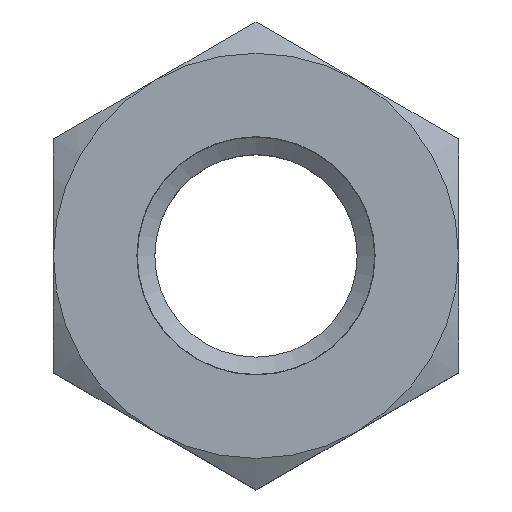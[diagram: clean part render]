
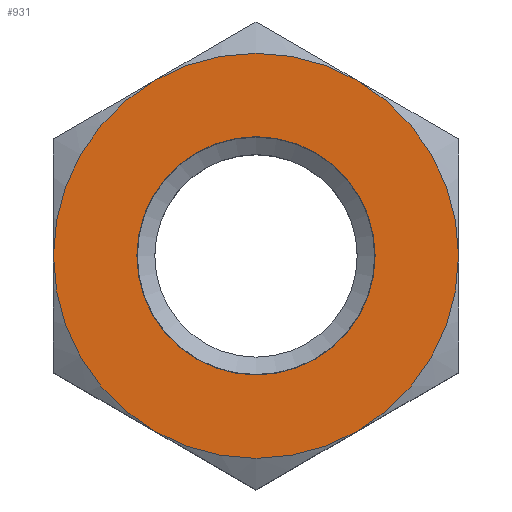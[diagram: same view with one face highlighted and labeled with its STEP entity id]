
A CAD part, top view. The second image highlights one B-rep face of the part: STEP entity #931.
In plain terms, the highlighted planar face has unit normal (0, 0, 1).
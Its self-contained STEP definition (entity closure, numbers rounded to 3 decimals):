
#3 = VERTEX_POINT ( 'NONE', #851 ) ;
#10 = VERTEX_POINT ( 'NONE', #800 ) ;
#65 = CIRCLE ( 'NONE', #215, 8.5 ) ;
#93 = DIRECTION ( 'NONE',  ( -1., 0., 0. ) ) ;
#94 = DIRECTION ( 'NONE',  ( 1., 0., 0. ) ) ;
#100 = CIRCLE ( 'NONE', #155, 8.5 ) ;
#118 = ORIENTED_EDGE ( 'NONE', *, *, #866, .F. ) ;
#119 = AXIS2_PLACEMENT_3D ( 'NONE', #635, #697, #176 ) ;
#145 = AXIS2_PLACEMENT_3D ( 'NONE', #716, #284, #883 ) ;
#155 = AXIS2_PLACEMENT_3D ( 'NONE', #792, #285, #374 ) ;
#176 = DIRECTION ( 'NONE',  ( -1., 0., 0. ) ) ;
#187 = CARTESIAN_POINT ( 'NONE',  ( 4.25, 7.361, 0. ) ) ;
#205 = AXIS2_PLACEMENT_3D ( 'NONE', #479, #1016, #94 ) ;
#207 = CARTESIAN_POINT ( 'NONE',  ( 5., 0., 0. ) ) ;
#212 = AXIS2_PLACEMENT_3D ( 'NONE', #791, #1094, #505 ) ;
#215 = AXIS2_PLACEMENT_3D ( 'NONE', #370, #702, #633 ) ;
#223 = FACE_OUTER_BOUND ( 'NONE', #1015, .T. ) ;
#245 = AXIS2_PLACEMENT_3D ( 'NONE', #887, #376, #405 ) ;
#252 = AXIS2_PLACEMENT_3D ( 'NONE', #997, #1069, #93 ) ;
#259 = VERTEX_POINT ( 'NONE', #187 ) ;
#284 = DIRECTION ( 'NONE',  ( 0., 0., 1. ) ) ;
#285 = DIRECTION ( 'NONE',  ( 0., 0., -1. ) ) ;
#317 = CIRCLE ( 'NONE', #212, 8.5 ) ;
#358 = CARTESIAN_POINT ( 'NONE',  ( 8.5, 0., 0. ) ) ;
#370 = CARTESIAN_POINT ( 'NONE',  ( 0., 0., 0. ) ) ;
#374 = DIRECTION ( 'NONE',  ( -1., 0., 0. ) ) ;
#376 = DIRECTION ( 'NONE',  ( 0., 0., -1. ) ) ;
#380 = VERTEX_POINT ( 'NONE', #358 ) ;
#405 = DIRECTION ( 'NONE',  ( -1., 0., 0. ) ) ;
#479 = CARTESIAN_POINT ( 'NONE',  ( 0., 0., 0. ) ) ;
#505 = DIRECTION ( 'NONE',  ( -1., 0., 0. ) ) ;
#523 = CARTESIAN_POINT ( 'NONE',  ( -4.25, 7.361, 0. ) ) ;
#530 = CIRCLE ( 'NONE', #205, 8.5 ) ;
#532 = VERTEX_POINT ( 'NONE', #1071 ) ;
#571 = ORIENTED_EDGE ( 'NONE', *, *, #911, .F. ) ;
#592 = ORIENTED_EDGE ( 'NONE', *, *, #857, .F. ) ;
#633 = DIRECTION ( 'NONE',  ( -1., 0., 0. ) ) ;
#635 = CARTESIAN_POINT ( 'NONE',  ( 0., 9.815, 0. ) ) ;
#638 = PLANE ( 'NONE',  #119 ) ;
#670 = ORIENTED_EDGE ( 'NONE', *, *, #904, .F. ) ;
#688 = VERTEX_POINT ( 'NONE', #523 ) ;
#697 = DIRECTION ( 'NONE',  ( 0., 0., -1. ) ) ;
#702 = DIRECTION ( 'NONE',  ( 0., 0., -1. ) ) ;
#716 = CARTESIAN_POINT ( 'NONE',  ( 0., 0., 0. ) ) ;
#769 = CIRCLE ( 'NONE', #145, 5. ) ;
#791 = CARTESIAN_POINT ( 'NONE',  ( 0., 0., 0. ) ) ;
#792 = CARTESIAN_POINT ( 'NONE',  ( 0., 0., 0. ) ) ;
#800 = CARTESIAN_POINT ( 'NONE',  ( 4.25, -7.361, 0. ) ) ;
#844 = ORIENTED_EDGE ( 'NONE', *, *, #877, .F. ) ;
#851 = CARTESIAN_POINT ( 'NONE',  ( -4.25, -7.361, 0. ) ) ;
#857 = EDGE_CURVE ( 'NONE', #532, #688, #1003, .T. ) ;
#866 = EDGE_CURVE ( 'NONE', #3, #532, #981, .T. ) ;
#877 = EDGE_CURVE ( 'NONE', #10, #3, #65, .T. ) ;
#878 = EDGE_CURVE ( 'NONE', #380, #10, #317, .T. ) ;
#883 = DIRECTION ( 'NONE',  ( 1., 0., 0. ) ) ;
#887 = CARTESIAN_POINT ( 'NONE',  ( 0., 0., 0. ) ) ;
#901 = EDGE_CURVE ( 'NONE', #380, #259, #530, .T. ) ;
#904 = EDGE_CURVE ( 'NONE', #688, #259, #100, .T. ) ;
#911 = EDGE_CURVE ( 'NONE', #1026, #1026, #769, .T. ) ;
#912 = FACE_BOUND ( 'NONE', #1074, .T. ) ;
#931 = ADVANCED_FACE ( 'NONE', ( #223, #912 ), #638, .F. ) ;
#981 = CIRCLE ( 'NONE', #245, 8.5 ) ;
#997 = CARTESIAN_POINT ( 'NONE',  ( 0., 0., 0. ) ) ;
#1003 = CIRCLE ( 'NONE', #252, 8.5 ) ;
#1015 = EDGE_LOOP ( 'NONE', ( #592, #118, #844, #1077, #1051, #670 ) ) ;
#1016 = DIRECTION ( 'NONE',  ( 0., 0., 1. ) ) ;
#1026 = VERTEX_POINT ( 'NONE', #207 ) ;
#1051 = ORIENTED_EDGE ( 'NONE', *, *, #901, .T. ) ;
#1069 = DIRECTION ( 'NONE',  ( 0., 0., -1. ) ) ;
#1071 = CARTESIAN_POINT ( 'NONE',  ( -8.5, 0., 0. ) ) ;
#1074 = EDGE_LOOP ( 'NONE', ( #571 ) ) ;
#1077 = ORIENTED_EDGE ( 'NONE', *, *, #878, .F. ) ;
#1094 = DIRECTION ( 'NONE',  ( 0., 0., -1. ) ) ;
